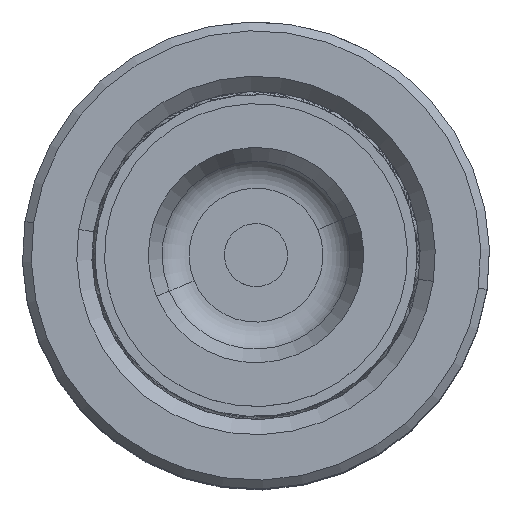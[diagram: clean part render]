
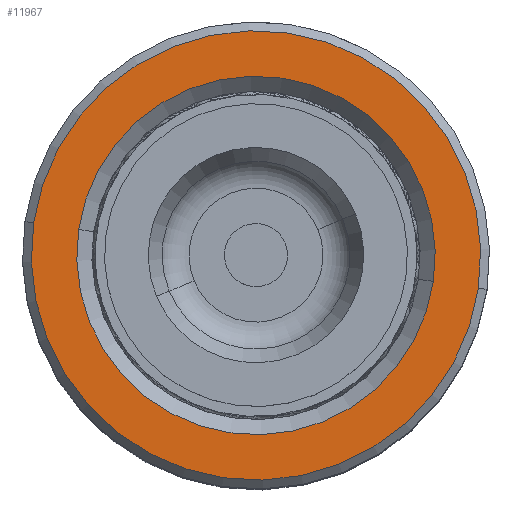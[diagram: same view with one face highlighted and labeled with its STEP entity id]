
A CAD part, top view. The second image highlights one B-rep face of the part: STEP entity #11967.
In plain terms, the highlighted planar face has unit normal (0, 0, 1).
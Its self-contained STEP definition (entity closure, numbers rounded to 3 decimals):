
#3493 = DIRECTION ( 'NONE',  ( 1., 0., 0. ) ) ;
#4335 = EDGE_CURVE ( 'NONE', #5881, #21522, #31462, .T. ) ;
#4363 = ORIENTED_EDGE ( 'NONE', *, *, #22621, .T. ) ;
#5190 = CIRCLE ( 'NONE', #32274, 14.2 ) ;
#5370 = AXIS2_PLACEMENT_3D ( 'NONE', #18036, #27077, #36329 ) ;
#5881 = VERTEX_POINT ( 'NONE', #7928 ) ;
#7747 = CARTESIAN_POINT ( 'NONE',  ( -14.2, 0., 50. ) ) ;
#7928 = CARTESIAN_POINT ( 'NONE',  ( 14.2, 0., 50. ) ) ;
#10332 = DIRECTION ( 'NONE',  ( 0., 0., 1. ) ) ;
#11490 = FACE_BOUND ( 'NONE', #17412, .T. ) ;
#11967 = ADVANCED_FACE ( 'NONE', ( #31250, #11490 ), #13171, .T. ) ;
#12699 = AXIS2_PLACEMENT_3D ( 'NONE', #35008, #10332, #25885 ) ;
#12831 = CARTESIAN_POINT ( 'NONE',  ( 0., 0., 50. ) ) ;
#12952 = DIRECTION ( 'NONE',  ( 0., 0., 1. ) ) ;
#13091 = DIRECTION ( 'NONE',  ( 0., 0., -1. ) ) ;
#13171 = PLANE ( 'NONE',  #12699 ) ;
#13348 = CIRCLE ( 'NONE', #19660, 17.8 ) ;
#14584 = EDGE_CURVE ( 'NONE', #39613, #22409, #27090, .T. ) ;
#16030 = CARTESIAN_POINT ( 'NONE',  ( 0., 0., 50. ) ) ;
#17412 = EDGE_LOOP ( 'NONE', ( #38641, #4363 ) ) ;
#18036 = CARTESIAN_POINT ( 'NONE',  ( 0., 0., 50. ) ) ;
#18742 = DIRECTION ( 'NONE',  ( 0., 0., 1. ) ) ;
#19660 = AXIS2_PLACEMENT_3D ( 'NONE', #16030, #18742, #34341 ) ;
#21522 = VERTEX_POINT ( 'NONE', #7747 ) ;
#22409 = VERTEX_POINT ( 'NONE', #27323 ) ;
#22621 = EDGE_CURVE ( 'NONE', #21522, #5881, #5190, .T. ) ;
#24356 = EDGE_LOOP ( 'NONE', ( #32498, #38948 ) ) ;
#24444 = EDGE_CURVE ( 'NONE', #22409, #39613, #13348, .T. ) ;
#25885 = DIRECTION ( 'NONE',  ( 1., 0., 0. ) ) ;
#27058 = AXIS2_PLACEMENT_3D ( 'NONE', #37455, #12952, #3493 ) ;
#27077 = DIRECTION ( 'NONE',  ( 0., 0., -1. ) ) ;
#27090 = CIRCLE ( 'NONE', #27058, 17.8 ) ;
#27323 = CARTESIAN_POINT ( 'NONE',  ( -17.8, 0., 50. ) ) ;
#27803 = CARTESIAN_POINT ( 'NONE',  ( 17.8, 0., 50. ) ) ;
#31250 = FACE_OUTER_BOUND ( 'NONE', #24356, .T. ) ;
#31462 = CIRCLE ( 'NONE', #5370, 14.2 ) ;
#32274 = AXIS2_PLACEMENT_3D ( 'NONE', #12831, #13091, #37335 ) ;
#32498 = ORIENTED_EDGE ( 'NONE', *, *, #24444, .T. ) ;
#34341 = DIRECTION ( 'NONE',  ( 1., 0., 0. ) ) ;
#35008 = CARTESIAN_POINT ( 'NONE',  ( 0., 0., 50. ) ) ;
#36329 = DIRECTION ( 'NONE',  ( 1., 0., 0. ) ) ;
#37335 = DIRECTION ( 'NONE',  ( 1., 0., 0. ) ) ;
#37455 = CARTESIAN_POINT ( 'NONE',  ( 0., 0., 50. ) ) ;
#38641 = ORIENTED_EDGE ( 'NONE', *, *, #4335, .T. ) ;
#38948 = ORIENTED_EDGE ( 'NONE', *, *, #14584, .T. ) ;
#39613 = VERTEX_POINT ( 'NONE', #27803 ) ;
